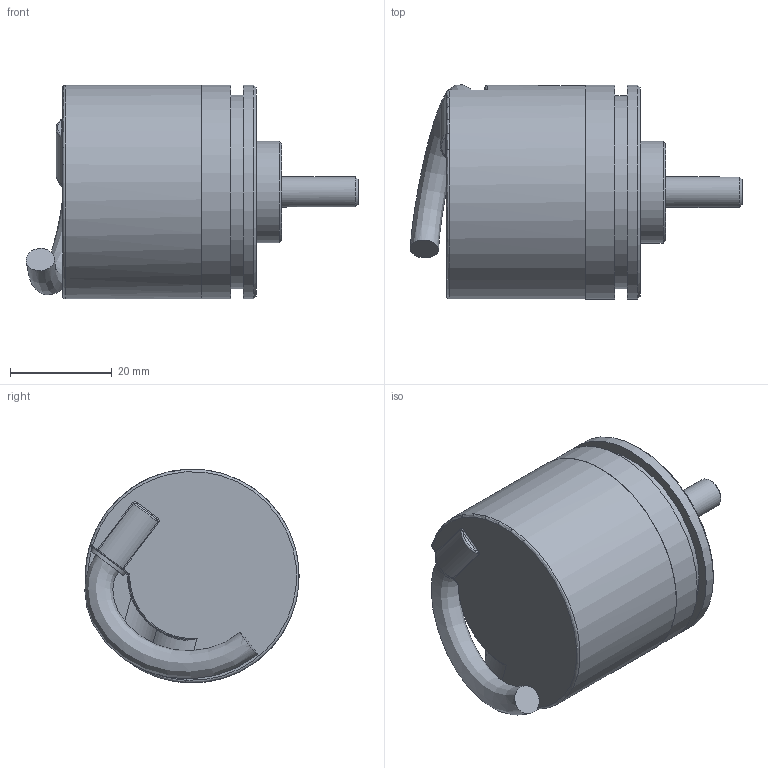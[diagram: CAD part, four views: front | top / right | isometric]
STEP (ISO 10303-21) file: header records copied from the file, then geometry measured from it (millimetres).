
FILE_DESCRIPTION (( 'STEP AP214' ), '1' );
FILE_NAME ('EV40A6-xxPR-xxxxTP.STEP', '2023-11-30T02:41:36', ( '' ), ( '' ), 'SwSTEP 2.0', 'SolidWorks 2023', '' );
FILE_SCHEMA (( 'AUTOMOTIVE_DESIGN' ));
Length unit declared in the file: millimetre
Products named in the file (1): EV40A6-xxPR-xxxxTP
Bounding box: 65.21 x 42.1 x 42 mm (x, y, z)
Volume: 29153.9 mm3; surface area: 22834.9 mm2
Topology: 7 solids, 8 shells, 441 faces, 1289 edges, 830 vertices
Faces by surface type: cylinder 124, plane 94, bspline 91, torus 84, cone 24, sphere 24
Full cylindrical faces by diameter (mm): 1.25 x2, 1.5 x1, 1.6 x5, 2.5 x7, 3.8 x3, 5.6 x1, 5.7 x1, 6 x4, 6.1 x1, 7.2 x2, 8 x2, 9 x4, 10.333 x2, 12 x5, 14.667 x2, 15 x2, 16 x1, 19 x2, 20 x1, 37.8 x2, 38 x2, 38.2 x1, 39.8 x4, 42 x3
Entity records: 22173 total; most frequent: CARTESIAN_POINT 7554, ORIENTED_EDGE 2136, DIRECTION 1661, EDGE_CURVE 1068, VERTEX_POINT 746, AXIS2_PLACEMENT_3D 715, EDGE_LOOP 604, FACE_OUTER_BOUND 488
